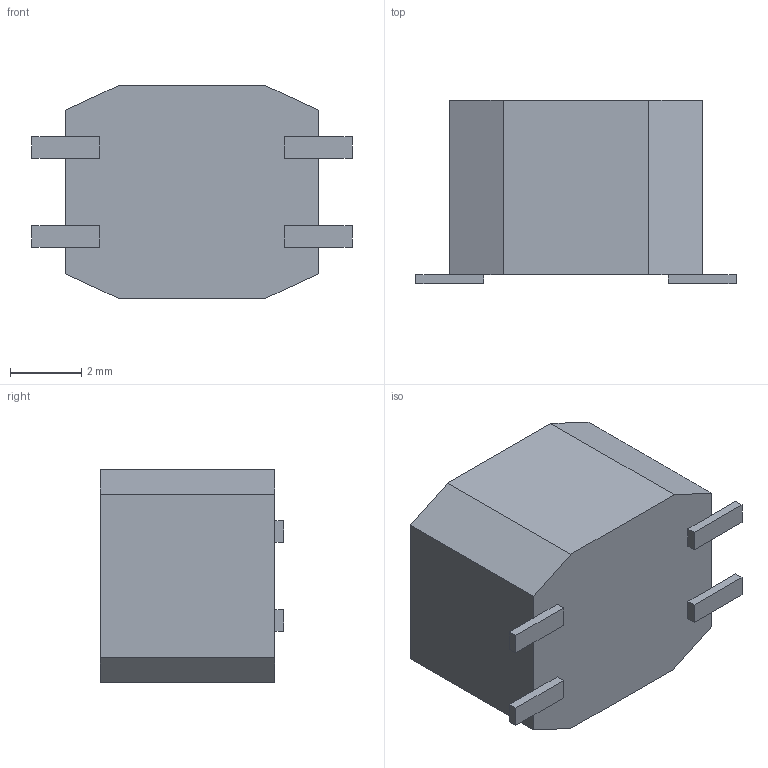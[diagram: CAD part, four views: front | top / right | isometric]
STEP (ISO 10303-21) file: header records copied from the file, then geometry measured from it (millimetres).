
FILE_DESCRIPTION (( 'STEP AP214' ), '1' );
FILE_NAME ('User Library-EPCOS B82790-S513-N201.STEP', '2015-07-29T06:05:23', ( 'Windows User' ), ( '' ), 'SwSTEP 2.0', 'SolidWorks 2015', '' );
FILE_SCHEMA (( 'AUTOMOTIVE_DESIGN' ));
Length unit declared in the file: millimetre
Products named in the file (1): User Library-EPCOS B82790-S513-N201
Bounding box: 9 x 5.15 x 6 mm (x, y, z)
Volume: 199.6 mm3; surface area: 212.8 mm2
Topology: 5 solids, 5 shells, 64 faces, 329 edges, 305 vertices
Faces by surface type: plane 64
Entity records: 6073 total; most frequent: CARTESIAN_POINT 3269, ORIENTED_EDGE 658, EDGE_CURVE 329, VERTEX_POINT 305, DIRECTION 289, B_SPLINE_CURVE_WITH_KNOTS 170, VECTOR 159, LINE 159
